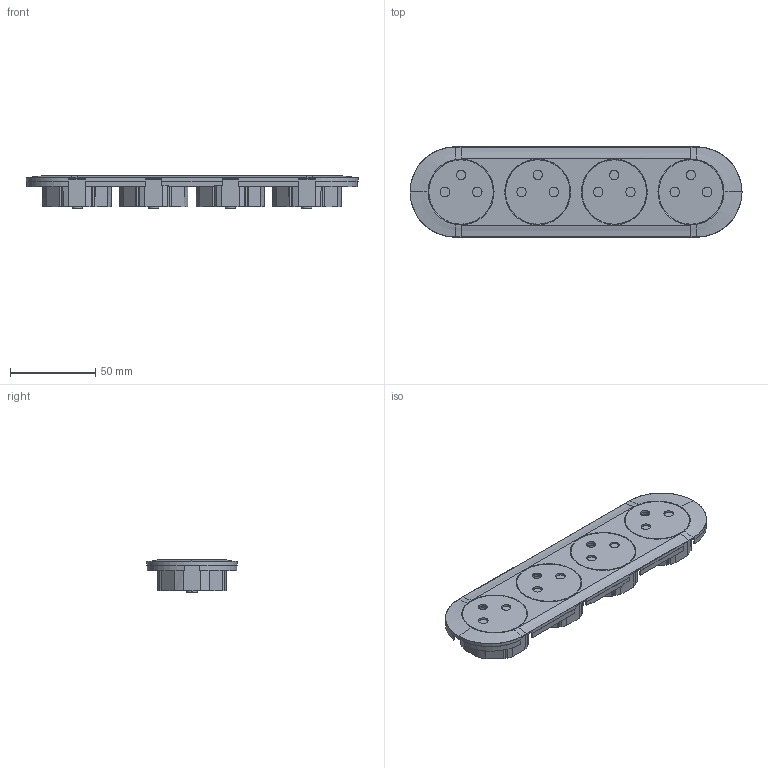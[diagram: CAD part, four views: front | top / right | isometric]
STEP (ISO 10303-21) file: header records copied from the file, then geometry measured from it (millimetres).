
FILE_DESCRIPTION(('CATIA V5 STEP Exchange','CAx-IF Rec.Pracs.--- Model Styling and Organization---1.5--- 2016-08-15','CAx-IF Rec.Pracs.---Supplemental Geometry---1.0---2011-11-01','CAx-IF Rec.Pracs.--- Composite Materials ---1.1---2010-07-15'),'2;1');
FILE_NAME('CB0114s.stp','2024-03-05T12:43:08+00:00',('none'),('none'),'CATIA Version 5-6 Release 2020 SP3','CATIA V5 STEP AP214 v2','none');
FILE_SCHEMA(('AUTOMOTIVE_DESIGN { 1 0 10303 214 1 1 1 1 }'));
Length unit declared in the file: millimetre
Products named in the file (1): CB0114s
Bounding box: 195 x 53 x 18.94 mm (x, y, z)
Volume: 33648.6 mm3; surface area: 52834 mm2
Topology: 9 solids, 9 shells, 606 faces, 1690 edges, 1114 vertices
Faces by surface type: plane 304, cylinder 196, cone 52, bspline 30, sphere 16, torus 8
Entity records: 20677 total; most frequent: CARTESIAN_POINT 6691, ORIENTED_EDGE 3348, DIRECTION 2055, EDGE_CURVE 1674, VERTEX_POINT 1114, AXIS2_PLACEMENT_3D 859, VECTOR 794, LINE 794
